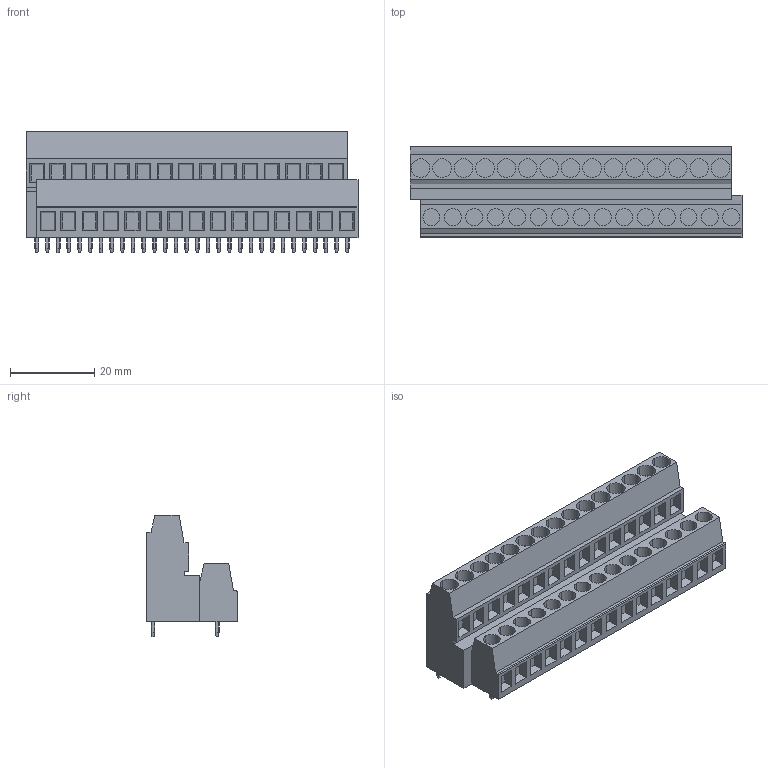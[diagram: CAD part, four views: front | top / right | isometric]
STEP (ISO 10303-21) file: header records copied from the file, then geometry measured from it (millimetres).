
FILE_DESCRIPTION(('CATIA V5 STEP Exchange','CAx-IF Rec.Pracs.--- Model Styling and Organization---1.2---2011-12-15'),'2;1');
FILE_NAME ('D1455710_0_1768980000_1768980000.stp','2018-09-07T07:49:54+00:00',('none'),('Weidmueller'),'CATIA Version 5-6 Release 2014','CATIA V5 STEP AP214','none');
FILE_SCHEMA(('AUTOMOTIVE_DESIGN { 1 0 10303 214 1 1 1 1 }'));
Length unit declared in the file: millimetre
Products named in the file (1): 1768980000
Bounding box: 78.74 x 21.6 x 28.7 mm (x, y, z)
Volume: 26544.1 mm3; surface area: 10727 mm2
Topology: 31 solids, 31 shells, 684 faces, 1686 edges, 1124 vertices
Faces by surface type: plane 623, cylinder 61
Entity records: 18476 total; most frequent: CARTESIAN_POINT 3594, ORIENTED_EDGE 3372, DIRECTION 2358, EDGE_CURVE 1686, VECTOR 1266, LINE 1266, VERTEX_POINT 1124, EDGE_LOOP 744
